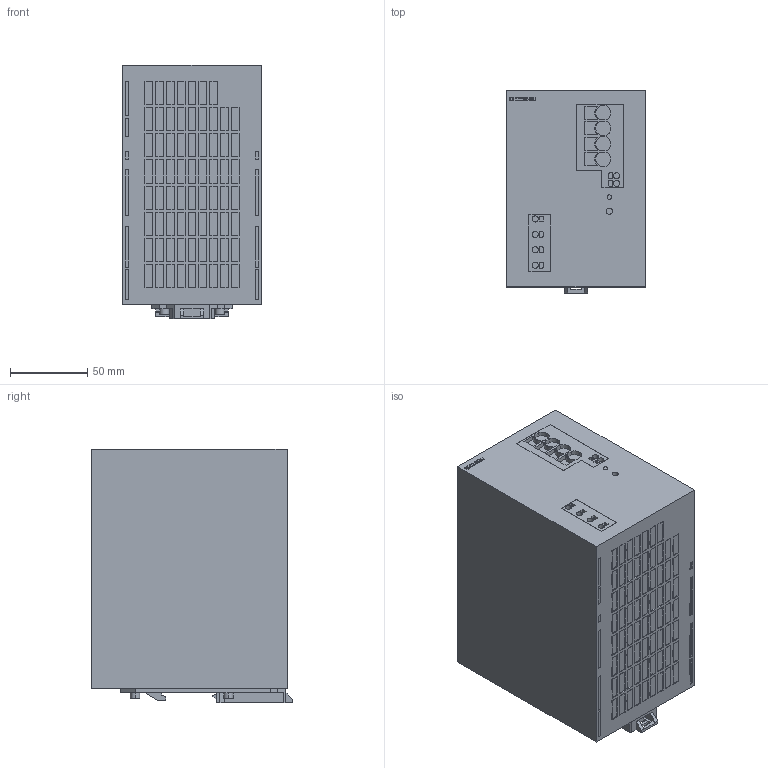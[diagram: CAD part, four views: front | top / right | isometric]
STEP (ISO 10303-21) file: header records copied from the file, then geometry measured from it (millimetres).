
FILE_DESCRIPTION (( 'STEP AP214' ), '1' );
FILE_NAME ('1015779.STEP', '2026-01-29T15:57:33', ( '' ), ( '' ), 'SwSTEP 2.0', 'SolidWorks 2022', '' );
FILE_SCHEMA (( 'AUTOMOTIVE_DESIGN' ));
Length unit declared in the file: millimetre
Products named in the file (1): 1015779
Bounding box: 90 x 130.8 x 164.6 mm (x, y, z)
Volume: 1788367.6 mm3; surface area: 97571.6 mm2
Topology: 1 solids, 1 shells, 1227 faces, 3061 edges, 2038 vertices
Faces by surface type: plane 1161, cylinder 54, bspline 12
Entity records: 36097 total; most frequent: CARTESIAN_POINT 6627, ORIENTED_EDGE 6122, DIRECTION 5577, EDGE_CURVE 3061, VECTOR 2929, LINE 2929, VERTEX_POINT 2038, EDGE_LOOP 1433
